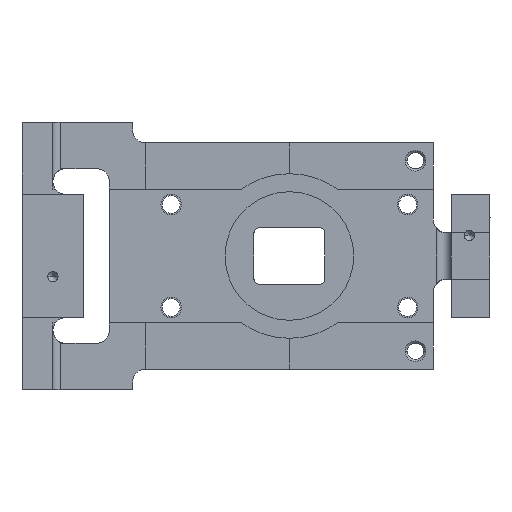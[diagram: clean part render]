
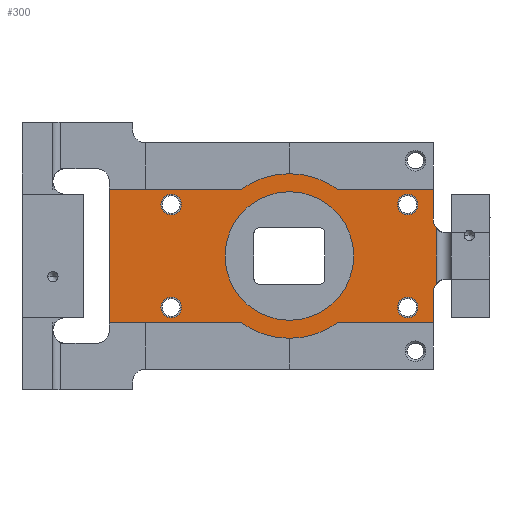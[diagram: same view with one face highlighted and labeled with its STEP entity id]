
A CAD part, left-side view. The second image highlights one B-rep face of the part: STEP entity #300.
In plain terms, the highlighted planar face has unit normal (-1, 0, 0).
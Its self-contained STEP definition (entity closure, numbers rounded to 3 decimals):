
#242=FACE_BOUND('',#856,.F.);
#243=FACE_BOUND('',#857,.F.);
#244=FACE_BOUND('',#858,.F.);
#245=FACE_BOUND('',#859,.F.);
#246=FACE_BOUND('',#860,.F.);
#300=ADVANCED_FACE('',(#242,#243,#244,#245,#246,#573),#2526,.T.);
#573=FACE_OUTER_BOUND('',#861,.F.);
#856=EDGE_LOOP('',(#1399,#1400));
#857=EDGE_LOOP('',(#1401,#1402));
#858=EDGE_LOOP('',(#1403,#1404));
#859=EDGE_LOOP('',(#1405,#1406));
#860=EDGE_LOOP('',(#1407,#1408));
#861=EDGE_LOOP('',(#1409,#1410,#1411,#1412,#1413,#1414,#1415,#1416,#1417,
#1418,#1419,#1420,#1421,#1422,#1423,#1424,#1425,#1426));
#1399=ORIENTED_EDGE('',*,*,#3741,.F.);
#1400=ORIENTED_EDGE('',*,*,#3740,.F.);
#1401=ORIENTED_EDGE('',*,*,#3750,.F.);
#1402=ORIENTED_EDGE('',*,*,#3751,.F.);
#1403=ORIENTED_EDGE('',*,*,#3743,.F.);
#1404=ORIENTED_EDGE('',*,*,#3742,.F.);
#1405=ORIENTED_EDGE('',*,*,#3748,.F.);
#1406=ORIENTED_EDGE('',*,*,#3749,.F.);
#1407=ORIENTED_EDGE('',*,*,#3862,.F.);
#1408=ORIENTED_EDGE('',*,*,#3861,.F.);
#1409=ORIENTED_EDGE('',*,*,#3747,.F.);
#1410=ORIENTED_EDGE('',*,*,#3855,.F.);
#1411=ORIENTED_EDGE('',*,*,#3857,.F.);
#1412=ORIENTED_EDGE('',*,*,#3859,.F.);
#1413=ORIENTED_EDGE('',*,*,#3864,.F.);
#1414=ORIENTED_EDGE('',*,*,#3745,.F.);
#1415=ORIENTED_EDGE('',*,*,#3863,.F.);
#1416=ORIENTED_EDGE('',*,*,#3744,.F.);
#1417=ORIENTED_EDGE('',*,*,#3865,.F.);
#1418=ORIENTED_EDGE('',*,*,#3860,.F.);
#1419=ORIENTED_EDGE('',*,*,#3858,.F.);
#1420=ORIENTED_EDGE('',*,*,#3856,.F.);
#1421=ORIENTED_EDGE('',*,*,#3746,.F.);
#1422=ORIENTED_EDGE('',*,*,#3828,.T.);
#1423=ORIENTED_EDGE('',*,*,#3854,.T.);
#1424=ORIENTED_EDGE('',*,*,#3677,.F.);
#1425=ORIENTED_EDGE('',*,*,#3853,.T.);
#1426=ORIENTED_EDGE('',*,*,#3841,.T.);
#2526=PLANE('',#5127);
#2765=LINE('',#7434,#3197);
#2786=LINE('',#7730,#3218);
#2787=LINE('',#7731,#3219);
#2819=LINE('',#7864,#3251);
#2829=LINE('',#7877,#3261);
#2839=LINE('',#7889,#3271);
#2840=LINE('',#7890,#3272);
#2841=LINE('',#7891,#3273);
#2842=LINE('',#7892,#3274);
#2843=LINE('',#7895,#3275);
#2844=LINE('',#7896,#3276);
#2845=LINE('',#7899,#3277);
#2846=LINE('',#7900,#3278);
#2847=LINE('',#7901,#3279);
#3197=VECTOR('',#5623,13.);
#3218=VECTOR('',#5692,2.25);
#3219=VECTOR('',#5693,2.25);
#3251=VECTOR('',#5815,5.75);
#3261=VECTOR('',#5831,5.75);
#3271=VECTOR('',#5845,0.75);
#3272=VECTOR('',#5846,0.75);
#3273=VECTOR('',#5847,3.25);
#3274=VECTOR('',#5848,3.25);
#3275=VECTOR('',#5853,28.);
#3276=VECTOR('',#5854,28.);
#3277=VECTOR('',#5859,5.5);
#3278=VECTOR('',#5860,5.);
#3279=VECTOR('',#5861,5.);
#3677=EDGE_CURVE('',#4667,#4666,#2765,.T.);
#3740=EDGE_CURVE('',#4620,#4619,#4286,.T.);
#3741=EDGE_CURVE('',#4619,#4620,#4287,.T.);
#3742=EDGE_CURVE('',#4618,#4617,#4288,.T.);
#3743=EDGE_CURVE('',#4617,#4618,#4289,.T.);
#3744=EDGE_CURVE('',#4616,#4615,#4290,.T.);
#3745=EDGE_CURVE('',#4614,#4613,#4291,.T.);
#3746=EDGE_CURVE('',#4612,#4621,#2786,.T.);
#3747=EDGE_CURVE('',#4622,#4611,#2787,.T.);
#3748=EDGE_CURVE('',#4610,#4609,#4292,.T.);
#3749=EDGE_CURVE('',#4609,#4610,#4293,.T.);
#3750=EDGE_CURVE('',#4608,#4607,#4294,.T.);
#3751=EDGE_CURVE('',#4607,#4608,#4295,.T.);
#3828=EDGE_CURVE('',#4612,#4636,#2819,.T.);
#3841=EDGE_CURVE('',#4630,#4611,#2829,.T.);
#3853=EDGE_CURVE('',#4667,#4630,#2839,.T.);
#3854=EDGE_CURVE('',#4636,#4666,#2840,.T.);
#3855=EDGE_CURVE('',#4559,#4622,#2841,.T.);
#3856=EDGE_CURVE('',#4621,#4558,#2842,.T.);
#3857=EDGE_CURVE('',#4557,#4559,#4342,.T.);
#3858=EDGE_CURVE('',#4558,#4556,#4343,.T.);
#3859=EDGE_CURVE('',#4555,#4557,#2843,.T.);
#3860=EDGE_CURVE('',#4556,#4554,#2844,.T.);
#3861=EDGE_CURVE('',#4553,#4552,#4344,.T.);
#3862=EDGE_CURVE('',#4552,#4553,#4345,.T.);
#3863=EDGE_CURVE('',#4615,#4614,#2845,.T.);
#3864=EDGE_CURVE('',#4613,#4555,#2846,.T.);
#3865=EDGE_CURVE('',#4554,#4616,#2847,.T.);
#4286=CIRCLE('',#4962,1.);
#4287=CIRCLE('',#4963,1.);
#4288=CIRCLE('',#4964,1.);
#4289=CIRCLE('',#4965,1.);
#4290=CIRCLE('',#4966,1.25);
#4291=CIRCLE('',#4967,1.25);
#4292=CIRCLE('',#4968,1.);
#4293=CIRCLE('',#4969,1.);
#4294=CIRCLE('',#4970,1.);
#4295=CIRCLE('',#4971,1.);
#4342=CIRCLE('',#5018,1.25);
#4343=CIRCLE('',#5019,1.25);
#4344=CIRCLE('',#5020,6.25);
#4345=CIRCLE('',#5021,6.25);
#4552=VERTEX_POINT('',#6983);
#4553=VERTEX_POINT('',#6984);
#4554=VERTEX_POINT('',#6985);
#4555=VERTEX_POINT('',#6986);
#4556=VERTEX_POINT('',#6987);
#4557=VERTEX_POINT('',#6988);
#4558=VERTEX_POINT('',#6989);
#4559=VERTEX_POINT('',#6990);
#4607=VERTEX_POINT('',#7038);
#4608=VERTEX_POINT('',#7039);
#4609=VERTEX_POINT('',#7040);
#4610=VERTEX_POINT('',#7041);
#4611=VERTEX_POINT('',#7042);
#4612=VERTEX_POINT('',#7043);
#4613=VERTEX_POINT('',#7044);
#4614=VERTEX_POINT('',#7045);
#4615=VERTEX_POINT('',#7046);
#4616=VERTEX_POINT('',#7047);
#4617=VERTEX_POINT('',#7048);
#4618=VERTEX_POINT('',#7049);
#4619=VERTEX_POINT('',#7050);
#4620=VERTEX_POINT('',#7051);
#4621=VERTEX_POINT('',#7052);
#4622=VERTEX_POINT('',#7053);
#4630=VERTEX_POINT('',#7061);
#4636=VERTEX_POINT('',#7067);
#4666=VERTEX_POINT('',#7097);
#4667=VERTEX_POINT('',#7098);
#4962=AXIS2_PLACEMENT_3D('',#7724,#5680,#5681);
#4963=AXIS2_PLACEMENT_3D('',#7725,#5682,#5683);
#4964=AXIS2_PLACEMENT_3D('',#7726,#5684,#5685);
#4965=AXIS2_PLACEMENT_3D('',#7727,#5686,#5687);
#4966=AXIS2_PLACEMENT_3D('',#7728,#5688,#5689);
#4967=AXIS2_PLACEMENT_3D('',#7729,#5690,#5691);
#4968=AXIS2_PLACEMENT_3D('',#7732,#5694,#5695);
#4969=AXIS2_PLACEMENT_3D('',#7733,#5696,#5697);
#4970=AXIS2_PLACEMENT_3D('',#7734,#5698,#5699);
#4971=AXIS2_PLACEMENT_3D('',#7735,#5700,#5701);
#5018=AXIS2_PLACEMENT_3D('',#7893,#5849,#5850);
#5019=AXIS2_PLACEMENT_3D('',#7894,#5851,#5852);
#5020=AXIS2_PLACEMENT_3D('',#7897,#5855,#5856);
#5021=AXIS2_PLACEMENT_3D('',#7898,#5857,#5858);
#5127=AXIS2_PLACEMENT_3D('',#8211,#6276,#6277);
#5623=DIRECTION('',(0.,0.,-1.));
#5680=DIRECTION('',(1.,0.,0.));
#5681=DIRECTION('',(0.,1.,0.));
#5682=DIRECTION('',(1.,0.,0.));
#5683=DIRECTION('',(0.,-1.,0.));
#5684=DIRECTION('',(1.,0.,0.));
#5685=DIRECTION('',(0.,1.,0.));
#5686=DIRECTION('',(1.,0.,0.));
#5687=DIRECTION('',(0.,-1.,0.));
#5688=DIRECTION('',(1.,0.,0.));
#5689=DIRECTION('',(0.,1.,0.));
#5690=DIRECTION('',(1.,0.,0.));
#5691=DIRECTION('',(0.,0.8,-0.6));
#5692=DIRECTION('',(0.,-1.,0.));
#5693=DIRECTION('',(0.,1.,0.));
#5694=DIRECTION('',(1.,0.,0.));
#5695=DIRECTION('',(0.,-1.,0.));
#5696=DIRECTION('',(1.,0.,0.));
#5697=DIRECTION('',(0.,1.,0.));
#5698=DIRECTION('',(1.,0.,0.));
#5699=DIRECTION('',(0.,-1.,0.));
#5700=DIRECTION('',(1.,0.,0.));
#5701=DIRECTION('',(0.,1.,0.));
#5815=DIRECTION('',(0.,0.,1.));
#5831=DIRECTION('',(0.,0.,1.));
#5845=DIRECTION('',(0.,0.,1.));
#5846=DIRECTION('',(0.,0.,1.));
#5847=DIRECTION('',(0.,0.,1.));
#5848=DIRECTION('',(0.,0.,1.));
#5849=DIRECTION('',(1.,0.,0.));
#5850=DIRECTION('',(0.,0.,-1.));
#5851=DIRECTION('',(1.,0.,0.));
#5852=DIRECTION('',(0.,1.,0.));
#5853=DIRECTION('',(0.,1.,0.));
#5854=DIRECTION('',(0.,-1.,0.));
#5855=DIRECTION('',(1.,0.,0.));
#5856=DIRECTION('',(0.,-1.,0.));
#5857=DIRECTION('',(1.,0.,0.));
#5858=DIRECTION('',(0.,1.,0.));
#5859=DIRECTION('',(0.,0.,1.));
#5860=DIRECTION('',(0.,0.,1.));
#5861=DIRECTION('',(0.,0.,1.));
#6276=DIRECTION('',(-1.,0.,0.));
#6277=DIRECTION('',(0.,0.,1.));
#6983=CARTESIAN_POINT('',(-75.,106.25,129.));
#6984=CARTESIAN_POINT('',(-75.,93.75,129.));
#6985=CARTESIAN_POINT('',(-75.,86.,120.5));
#6986=CARTESIAN_POINT('',(-75.,86.,137.5));
#6987=CARTESIAN_POINT('',(-75.,114.,120.5));
#6988=CARTESIAN_POINT('',(-75.,114.,137.5));
#6989=CARTESIAN_POINT('',(-75.,115.25,119.25));
#6990=CARTESIAN_POINT('',(-75.,115.25,138.75));
#7038=CARTESIAN_POINT('',(-75.,112.5,134.));
#7039=CARTESIAN_POINT('',(-75.,110.5,134.));
#7040=CARTESIAN_POINT('',(-75.,89.5,124.));
#7041=CARTESIAN_POINT('',(-75.,87.5,124.));
#7042=CARTESIAN_POINT('',(-75.,117.5,142.));
#7043=CARTESIAN_POINT('',(-75.,117.5,116.));
#7044=CARTESIAN_POINT('',(-75.,86.,132.5));
#7045=CARTESIAN_POINT('',(-75.,85.75,131.75));
#7046=CARTESIAN_POINT('',(-75.,85.75,126.25));
#7047=CARTESIAN_POINT('',(-75.,86.,125.5));
#7048=CARTESIAN_POINT('',(-75.,87.5,134.));
#7049=CARTESIAN_POINT('',(-75.,89.5,134.));
#7050=CARTESIAN_POINT('',(-75.,110.5,124.));
#7051=CARTESIAN_POINT('',(-75.,112.5,124.));
#7052=CARTESIAN_POINT('',(-75.,115.25,116.));
#7053=CARTESIAN_POINT('',(-75.,115.25,142.));
#7061=CARTESIAN_POINT('',(-75.,117.5,136.25));
#7067=CARTESIAN_POINT('',(-75.,117.5,121.75));
#7097=CARTESIAN_POINT('',(-75.,117.5,122.5));
#7098=CARTESIAN_POINT('',(-75.,117.5,135.5));
#7434=CARTESIAN_POINT('',(-75.,117.5,135.5));
#7724=CARTESIAN_POINT('',(-75.,111.5,124.));
#7725=CARTESIAN_POINT('',(-75.,111.5,124.));
#7726=CARTESIAN_POINT('',(-75.,88.5,134.));
#7727=CARTESIAN_POINT('',(-75.,88.5,134.));
#7728=CARTESIAN_POINT('',(-75.,84.75,125.5));
#7729=CARTESIAN_POINT('',(-75.,84.75,132.5));
#7730=CARTESIAN_POINT('',(-75.,117.5,116.));
#7731=CARTESIAN_POINT('',(-75.,115.25,142.));
#7732=CARTESIAN_POINT('',(-75.,88.5,124.));
#7733=CARTESIAN_POINT('',(-75.,88.5,124.));
#7734=CARTESIAN_POINT('',(-75.,111.5,134.));
#7735=CARTESIAN_POINT('',(-75.,111.5,134.));
#7864=CARTESIAN_POINT('',(-75.,117.5,116.));
#7877=CARTESIAN_POINT('',(-75.,117.5,136.25));
#7889=CARTESIAN_POINT('',(-75.,117.5,135.5));
#7890=CARTESIAN_POINT('',(-75.,117.5,121.75));
#7891=CARTESIAN_POINT('',(-75.,115.25,138.75));
#7892=CARTESIAN_POINT('',(-75.,115.25,116.));
#7893=CARTESIAN_POINT('',(-75.,114.,138.75));
#7894=CARTESIAN_POINT('',(-75.,114.,119.25));
#7895=CARTESIAN_POINT('',(-75.,86.,137.5));
#7896=CARTESIAN_POINT('',(-75.,114.,120.5));
#7897=CARTESIAN_POINT('',(-75.,100.,129.));
#7898=CARTESIAN_POINT('',(-75.,100.,129.));
#7899=CARTESIAN_POINT('',(-75.,85.75,126.25));
#7900=CARTESIAN_POINT('',(-75.,86.,132.5));
#7901=CARTESIAN_POINT('',(-75.,86.,120.5));
#8211=CARTESIAN_POINT('',(-75.,117.895,115.667));
